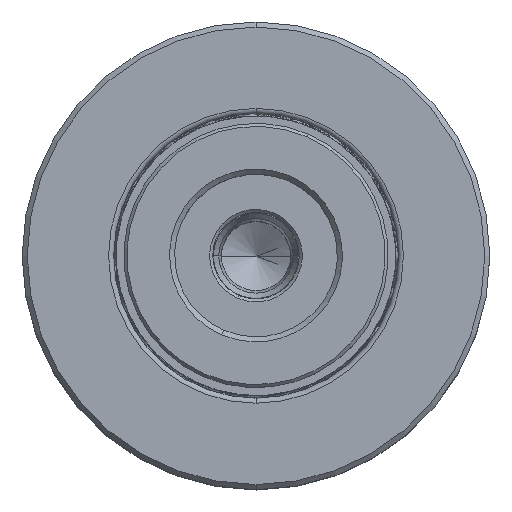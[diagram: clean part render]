
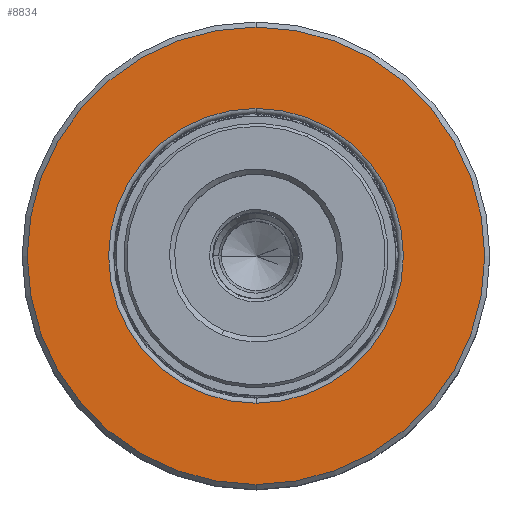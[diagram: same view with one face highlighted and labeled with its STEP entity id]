
A CAD part, top view. The second image highlights one B-rep face of the part: STEP entity #8834.
In plain terms, the highlighted face is planar.
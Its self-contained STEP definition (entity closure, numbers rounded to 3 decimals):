
#2063 = ORIENTED_EDGE ( 'NONE', *, *, #31147, .F. ) ;
#3612 = DIRECTION ( 'NONE',  ( 0., 0., -1. ) ) ;
#6552 = CARTESIAN_POINT ( 'NONE',  ( 0., 10.687, 0. ) ) ;
#7388 = DIRECTION ( 'NONE',  ( 0., -1., 0. ) ) ;
#8834 = ADVANCED_FACE ( 'NONE', ( #34497, #29864 ), #26606, .T. ) ;
#9037 = CARTESIAN_POINT ( 'NONE',  ( 22.5, 10.687, 0. ) ) ;
#9076 = VERTEX_POINT ( 'NONE', #10045 ) ;
#9454 = DIRECTION ( 'NONE',  ( 0., -1., 0. ) ) ;
#10045 = CARTESIAN_POINT ( 'NONE',  ( 0., 10.687, 22.5 ) ) ;
#10421 = AXIS2_PLACEMENT_3D ( 'NONE', #34471, #7388, #31101 ) ;
#11872 = CARTESIAN_POINT ( 'NONE',  ( 0., 10.687, 0. ) ) ;
#11902 = DIRECTION ( 'NONE',  ( 0., 1., 0. ) ) ;
#12255 = EDGE_CURVE ( 'NONE', #9076, #17856, #23704, .T. ) ;
#12845 = ORIENTED_EDGE ( 'NONE', *, *, #12255, .F. ) ;
#13436 = AXIS2_PLACEMENT_3D ( 'NONE', #9037, #11902, #26483 ) ;
#13776 = CARTESIAN_POINT ( 'NONE',  ( 0., 10.687, -14.5 ) ) ;
#16620 = EDGE_LOOP ( 'NONE', ( #33366, #23919 ) ) ;
#17856 = VERTEX_POINT ( 'NONE', #33874 ) ;
#18724 = DIRECTION ( 'NONE',  ( 0., -1., 0. ) ) ;
#18853 = DIRECTION ( 'NONE',  ( 0., 0., -1. ) ) ;
#19196 = AXIS2_PLACEMENT_3D ( 'NONE', #6552, #9454, #27266 ) ;
#22709 = CARTESIAN_POINT ( 'NONE',  ( 0., 10.687, 14.5 ) ) ;
#23704 = CIRCLE ( 'NONE', #19196, 22.5 ) ;
#23708 = VERTEX_POINT ( 'NONE', #13776 ) ;
#23919 = ORIENTED_EDGE ( 'NONE', *, *, #24798, .T. ) ;
#24059 = DIRECTION ( 'NONE',  ( 0., -1., 0. ) ) ;
#24798 = EDGE_CURVE ( 'NONE', #32540, #23708, #28149, .T. ) ;
#24888 = AXIS2_PLACEMENT_3D ( 'NONE', #11872, #24059, #3612 ) ;
#26483 = DIRECTION ( 'NONE',  ( 0., 0., 1. ) ) ;
#26606 = PLANE ( 'NONE',  #13436 ) ;
#26628 = EDGE_LOOP ( 'NONE', ( #2063, #12845 ) ) ;
#27266 = DIRECTION ( 'NONE',  ( 0., 0., -1. ) ) ;
#28149 = CIRCLE ( 'NONE', #31303, 14.5 ) ;
#29864 = FACE_OUTER_BOUND ( 'NONE', #26628, .T. ) ;
#31101 = DIRECTION ( 'NONE',  ( 0., 0., -1. ) ) ;
#31147 = EDGE_CURVE ( 'NONE', #17856, #9076, #38267, .T. ) ;
#31303 = AXIS2_PLACEMENT_3D ( 'NONE', #33723, #18724, #18853 ) ;
#32540 = VERTEX_POINT ( 'NONE', #22709 ) ;
#33366 = ORIENTED_EDGE ( 'NONE', *, *, #33996, .T. ) ;
#33723 = CARTESIAN_POINT ( 'NONE',  ( 0., 10.687, 0. ) ) ;
#33874 = CARTESIAN_POINT ( 'NONE',  ( 0., 10.687, -22.5 ) ) ;
#33996 = EDGE_CURVE ( 'NONE', #23708, #32540, #36331, .T. ) ;
#34471 = CARTESIAN_POINT ( 'NONE',  ( 0., 10.687, 0. ) ) ;
#34497 = FACE_BOUND ( 'NONE', #16620, .T. ) ;
#36331 = CIRCLE ( 'NONE', #24888, 14.5 ) ;
#38267 = CIRCLE ( 'NONE', #10421, 22.5 ) ;
